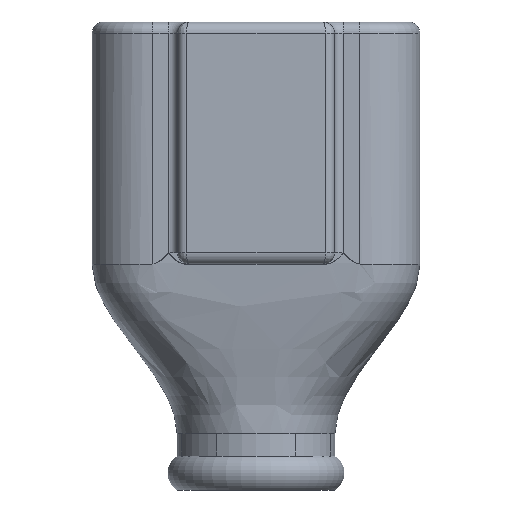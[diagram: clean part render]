
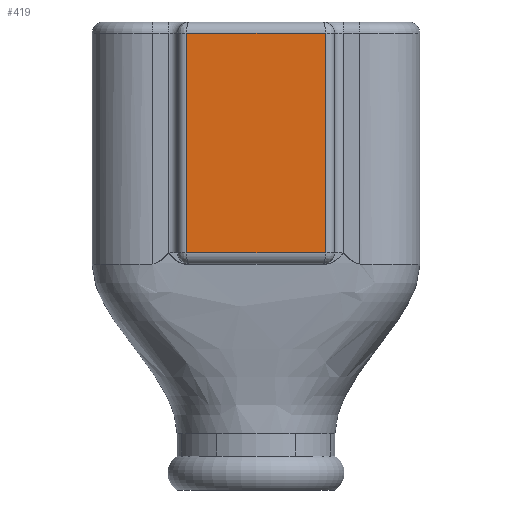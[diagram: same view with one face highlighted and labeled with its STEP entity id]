
A CAD part, front view. The second image highlights one B-rep face of the part: STEP entity #419.
In plain terms, the highlighted planar face has unit normal (0, -1, 0).
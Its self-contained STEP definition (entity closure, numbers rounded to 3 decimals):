
#137 = VERTEX_POINT('',#138);
#138 = CARTESIAN_POINT('',(300.165,17.323,-45.288));
#419 = ADVANCED_FACE('',(#420),#452,.F.);
#420 = FACE_BOUND('',#421,.T.);
#421 = EDGE_LOOP('',(#422,#432,#438,#446));
#422 = ORIENTED_EDGE('',*,*,#423,.F.);
#423 = EDGE_CURVE('',#424,#426,#428,.T.);
#424 = VERTEX_POINT('',#425);
#425 = CARTESIAN_POINT('',(284.543,17.323,-45.288));
#426 = VERTEX_POINT('',#427);
#427 = CARTESIAN_POINT('',(284.543,17.323,-20.599));
#428 = LINE('',#429,#430);
#429 = CARTESIAN_POINT('',(284.543,17.323,-44.02));
#430 = VECTOR('',#431,1.);
#431 = DIRECTION('',(0.,0.,1.));
#432 = ORIENTED_EDGE('',*,*,#433,.T.);
#433 = EDGE_CURVE('',#424,#137,#434,.T.);
#434 = LINE('',#435,#436);
#435 = CARTESIAN_POINT('',(292.354,17.323,-45.288));
#436 = VECTOR('',#437,1.);
#437 = DIRECTION('',(1.,0.,0.));
#438 = ORIENTED_EDGE('',*,*,#439,.T.);
#439 = EDGE_CURVE('',#137,#440,#442,.T.);
#440 = VERTEX_POINT('',#441);
#441 = CARTESIAN_POINT('',(300.165,17.323,-20.599));
#442 = LINE('',#443,#444);
#443 = CARTESIAN_POINT('',(300.165,17.323,-19.177));
#444 = VECTOR('',#445,1.);
#445 = DIRECTION('',(0.,0.,1.));
#446 = ORIENTED_EDGE('',*,*,#447,.F.);
#447 = EDGE_CURVE('',#426,#440,#448,.T.);
#448 = LINE('',#449,#450);
#449 = CARTESIAN_POINT('',(284.543,17.323,-20.599));
#450 = VECTOR('',#451,1.);
#451 = DIRECTION('',(1.,0.,0.));
#452 = PLANE('',#453);
#453 = AXIS2_PLACEMENT_3D('',#454,#455,#456);
#454 = CARTESIAN_POINT('',(292.354,17.323,-44.02));
#455 = DIRECTION('',(0.,1.,0.));
#456 = DIRECTION('',(0.,-0.,1.));
